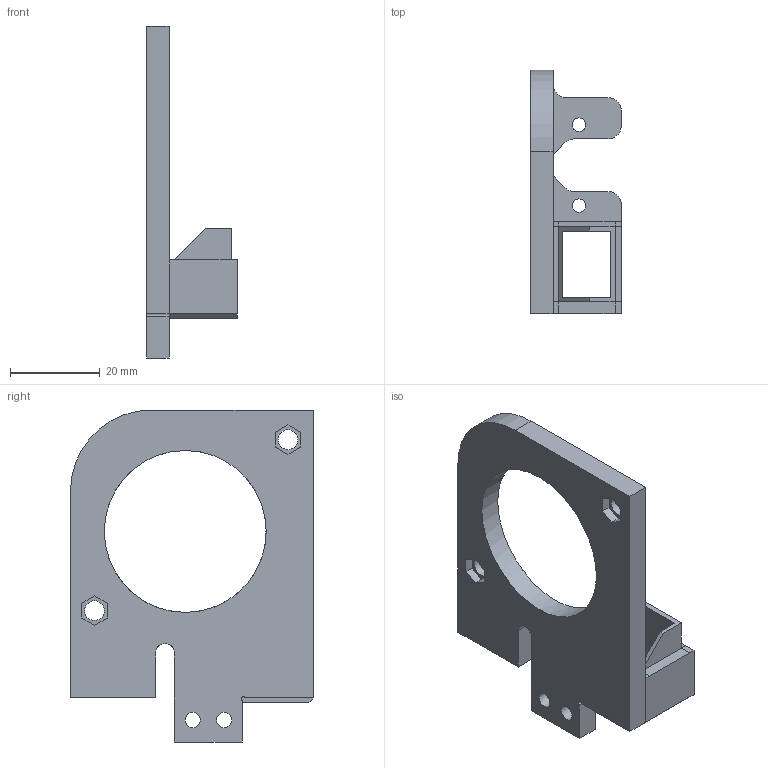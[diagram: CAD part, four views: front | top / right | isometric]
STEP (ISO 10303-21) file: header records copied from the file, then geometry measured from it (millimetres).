
FILE_DESCRIPTION(('FreeCAD Model'),'2;1');
FILE_NAME('3DTouch-Holder_Basis.step', '2020-08-17T18:58:10',('Author'),(''), 'Open CASCADE STEP processor 7.3','FreeCAD','Unknown');
FILE_SCHEMA(('CONFIG_CONTROL_DESIGN','SHAPE_APPEARANCE_LAYER_MIM'));
Length unit declared in the file: millimetre
Products named in the file (1): 3DTouch-Holder_Basis
Bounding box: 20.2 x 54 x 73.8 mm (x, y, z)
Volume: 14226.2 mm3; surface area: 9603.7 mm2
Topology: 1 solids, 1 shells, 107 faces, 289 edges, 186 vertices
Faces by surface type: plane 89, cylinder 16, cone 2
Full cylindrical faces by diameter (mm): 3 x2, 3.4 x2, 4.4 x2, 36 x1
Entity records: 3384 total; most frequent: CARTESIAN_POINT 583, ORIENTED_EDGE 578, DIRECTION 543, EDGE_CURVE 289, LINE 251, VECTOR 251, VERTEX_POINT 186, AXIS2_PLACEMENT_3D 146
